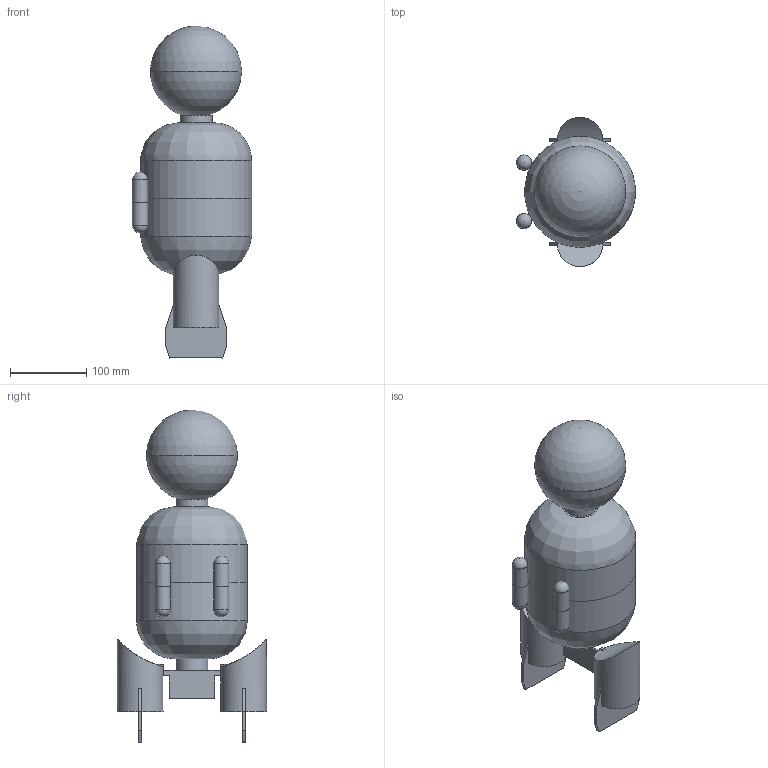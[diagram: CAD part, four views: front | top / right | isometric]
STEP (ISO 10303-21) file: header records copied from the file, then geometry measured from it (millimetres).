
FILE_DESCRIPTION(('a Product shape'),'1');
FILE_NAME('Euclid Shape Model','2000-01-27T18:00:07',('Author Name'),( 'MATRA-DATAVISION'),'CAS.CADE STEP processor V2.1', 'MATRA-DATAVISION CAS.CADE OL 2.1','Authorisation status');
FILE_SCHEMA(('CONFIG_CONTROL_DESIGN','SHAPE_APPEARANCE_LAYER_MIM'));
Length unit declared in the file: millimetre
Products named in the file (14): s1 1; s1 1.1; s1 1.1.1; s1 1.1.2; s1 1.2; s1 1.2.1; s1 1.2.2; s1 1.3; s1 1.3.1; s1 1.3.2; s1 1.4; s1 1.5; s1 1.5.1; s1 1.5.2
Assembly tree (16 placements, depth 3):
  s1 1
    s1 1.1
      s1 1.1.1
      s1 1.1.2
    s1 1.2
      s1 1.2.1
      s1 1.2.2
    s1 1.3
      s1 1.3.1
      s1 1.3.2
    s1 1.4
      s1 1.3.1
      s1 1.3.2
    s1 1.5
      s1 1.5.1
      s1 1.5.2  x2
Bounding box: 156.75 x 196.17 x 436.83 mm (x, y, z)
Volume: 862738.4 mm3; surface area: 413317.4 mm2
Topology: 11 solids, 11 shells, 121 faces, 264 edges, 170 vertices
Faces by surface type: plane 77, cylinder 27, sphere 13, revolution 4
Full cylindrical faces by diameter (mm): 18 x4, 20 x4, 34 x1, 36 x2, 38 x2, 42 x2, 60 x2, 130 x1, 136 x2, 140 x3, 146 x2
Entity records: 3084 total; most frequent: CARTESIAN_POINT 596, DIRECTION 460, ORIENTED_EDGE 358, EDGE_CURVE 179, AXIS2_PLACEMENT_3D 176, VERTEX_POINT 120, FACE_BOUND 105, EDGE_LOOP 105
